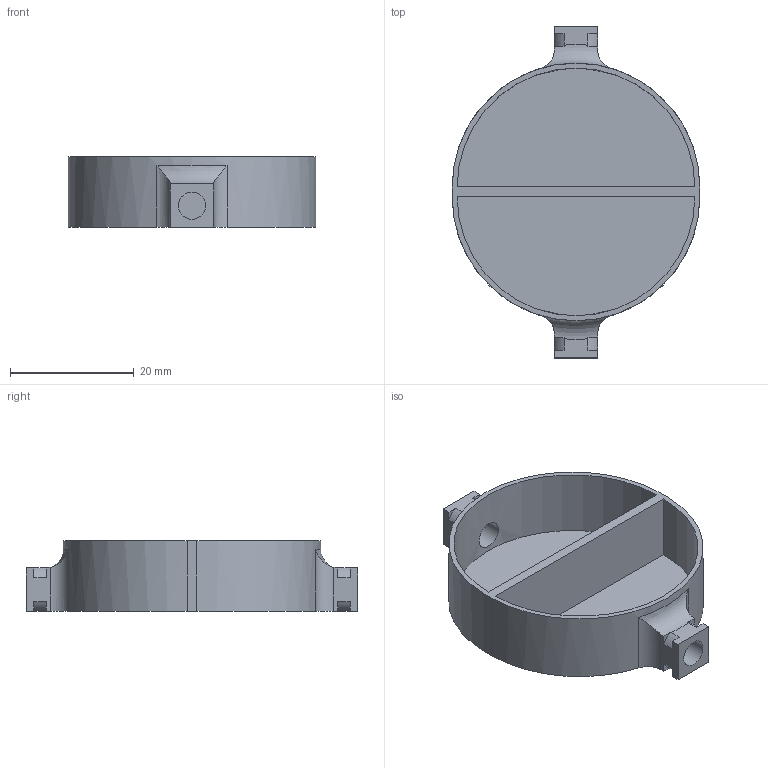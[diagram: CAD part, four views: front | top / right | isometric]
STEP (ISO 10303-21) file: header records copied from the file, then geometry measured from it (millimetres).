
FILE_DESCRIPTION( ( '' ), ' ' );
FILE_NAME( '5c42b09e9ef1ff1633c0cdde.step', '2019-01-19T05:07:42', ( '' ), ( '' ), ' ', ' ', ' ' );
FILE_SCHEMA( ( 'AUTOMOTIVE_DESIGN { 1 0 10303 214 1 1 1 1 }' ) );
Length unit declared in the file: metre
Products named in the file (1): Part 1
Bounding box: 40 x 53.6 x 11.4 mm (x, y, z)
Volume: 2753.2 mm3; surface area: 6730.8 mm2
Topology: 1 solids, 1 shells, 52 faces, 144 edges, 96 vertices
Faces by surface type: plane 32, cylinder 18, torus 2
Full cylindrical faces by diameter (mm): 4.4 x2
Entity records: 2264 total; most frequent: CARTESIAN_POINT 497, ORIENTED_EDGE 284, DIRECTION 266, EDGE_CURVE 142, VERTEX_POINT 96, AXIS2_PLACEMENT_3D 89, LINE 88, VECTOR 88
